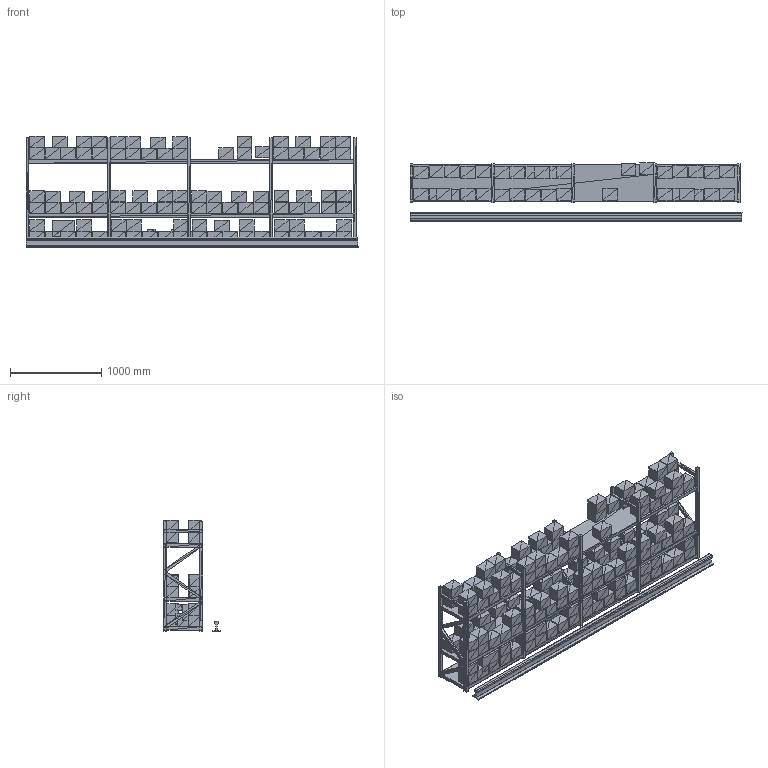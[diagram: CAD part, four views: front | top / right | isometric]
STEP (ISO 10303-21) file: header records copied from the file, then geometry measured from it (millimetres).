
FILE_DESCRIPTION(/* description */ (''),/* implementation_level */ '2;1');
FILE_NAME(/* name */ 'ASRS_system v3.step',/* time_stamp */ '2025-10-06T01:19:25+05:30',/* author */ (''),/* organization */ (''),/* preprocessor_version */ 'ST-DEVELOPER v20.1',/* originating_system */ 'Autodesk Translation Framework v14.17.0.0',/* authorisation */ '');
FILE_SCHEMA (('AUTOMOTIVE_DESIGN { 1 0 10303 214 3 1 1 }'));
Length unit declared in the file: millimetre
Products named in the file (6): ASRS_system; product0; product1; product2; product3; ASRS system
Assembly tree (5 placements, depth 2):
  ASRS_system
    product0
    product1
    product2
    product3
    ASRS system
Bounding box: 3631.27 x 633.09 x 1217.1 mm (x, y, z)
Volume: 626195069.2 mm3; surface area: 32637946 mm2
Topology: 211 solids, 211 shells, 2550 faces, 3867 edges, 1739 vertices
Faces by surface type: plane 2536, cylinder 14
Entity records: 54346 total; most frequent: DIRECTION 9017, CARTESIAN_POINT 8167, ORIENTED_EDGE 7734, EDGE_CURVE 3867, LINE 3839, VECTOR 3839, STYLED_ITEM 2731, AXIS2_PLACEMENT_3D 2589
